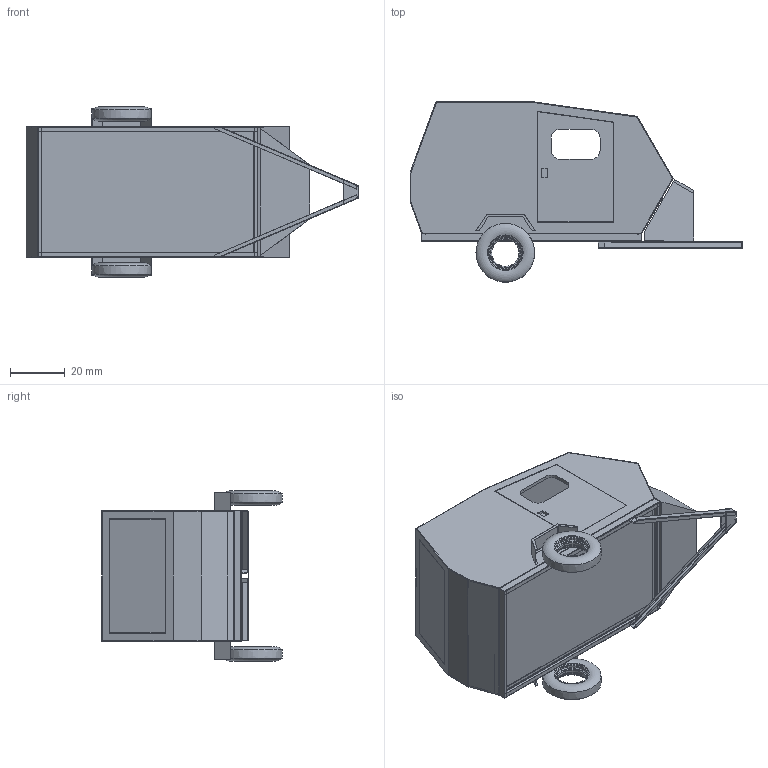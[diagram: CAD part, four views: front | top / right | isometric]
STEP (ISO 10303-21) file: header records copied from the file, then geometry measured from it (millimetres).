
FILE_DESCRIPTION(/* description */ (''),/* implementation_level */ '2;1');
FILE_NAME(/* name */ 'nano_weekender_2a.stp',/* time_stamp */ '2013-05-29T17:23:14-04:00',/* author */ (''),/* organization */ (''),/* preprocessor_version */ 'ST-DEVELOPER v11',/* originating_system */ 'SIEMENS PLM Software NX 7.5',/* authorisation */ '');
FILE_SCHEMA (('AUTOMOTIVE_DESIGN { 1 0 10303 214 1 1 1 1 }'));
Length unit declared in the file: inch
Products named in the file (1): MikeBDE7kw3u
Bounding box: 121.72 x 66.25 x 62.4 mm (x, y, z)
Volume: 25825.1 mm3; surface area: 52315.6 mm2
Topology: 29 solids, 29 shells, 378 faces, 889 edges, 574 vertices
Faces by surface type: plane 266, cylinder 74, torus 36, bspline 2
Full cylindrical faces by diameter (mm): 10 x2, 10.25 x2, 11.75 x4, 12 x4, 12.233 x2, 12.75 x4, 13 x4
Entity records: 12141 total; most frequent: CARTESIAN_POINT 1836, DIRECTION 1759, ORIENTED_EDGE 1658, EDGE_CURVE 829, LINE 653, VECTOR 653, VERTEX_POINT 574, AXIS2_PLACEMENT_3D 553
